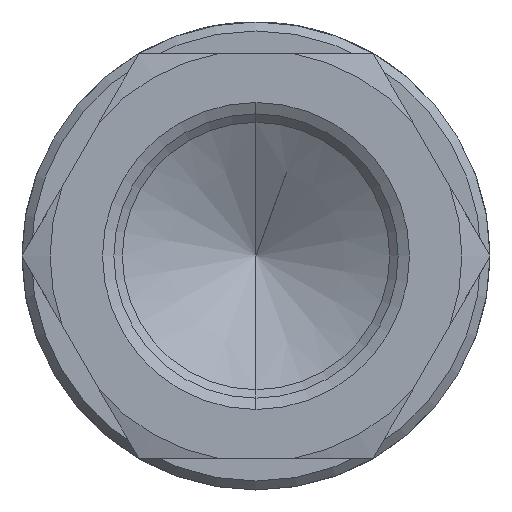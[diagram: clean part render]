
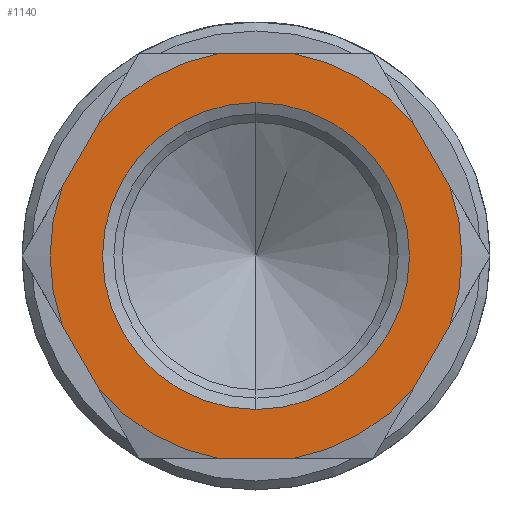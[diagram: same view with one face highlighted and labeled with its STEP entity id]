
A CAD part, left-side view. The second image highlights one B-rep face of the part: STEP entity #1140.
In plain terms, the highlighted planar face has unit normal (-1, 0, 0).
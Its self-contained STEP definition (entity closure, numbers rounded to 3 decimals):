
#33 = VERTEX_POINT ( 'NONE', #7710 ) ;
#35 = ORIENTED_EDGE ( 'NONE', *, *, #520, .T. ) ;
#37 = CARTESIAN_POINT ( 'NONE',  ( 0., 28.726, 34.37 ) ) ;
#38 = AXIS2_PLACEMENT_3D ( 'NONE', #1144, #6463, #1393 ) ;
#248 = CARTESIAN_POINT ( 'NONE',  ( 0., 67.79, 11.816 ) ) ;
#520 = EDGE_CURVE ( 'NONE', #3211, #2325, #2616, .T. ) ;
#544 = CARTESIAN_POINT ( 'NONE',  ( 0., 34.925, 0. ) ) ;
#545 = VECTOR ( 'NONE', #6095, 1000. ) ;
#708 = DIRECTION ( 'NONE',  ( 0., 0., 1. ) ) ;
#786 = VERTEX_POINT ( 'NONE', #1035 ) ;
#849 = CIRCLE ( 'NONE', #5037, 34.925 ) ;
#1035 = CARTESIAN_POINT ( 'NONE',  ( 0., 2.06, -11.816 ) ) ;
#1055 = ORIENTED_EDGE ( 'NONE', *, *, #7048, .T. ) ;
#1140 = ADVANCED_FACE ( 'NONE', ( #3197, #8309 ), #9076, .T. ) ;
#1144 = CARTESIAN_POINT ( 'NONE',  ( 0., 34.925, 0. ) ) ;
#1182 = ORIENTED_EDGE ( 'NONE', *, *, #2136, .T. ) ;
#1205 = EDGE_CURVE ( 'NONE', #8003, #3140, #2605, .T. ) ;
#1264 = CARTESIAN_POINT ( 'NONE',  ( 0., 41.124, 34.37 ) ) ;
#1393 = DIRECTION ( 'NONE',  ( 0., 0., 1. ) ) ;
#1412 = VERTEX_POINT ( 'NONE', #6916 ) ;
#1445 = CARTESIAN_POINT ( 'NONE',  ( 0., 34.925, 0. ) ) ;
#1526 = AXIS2_PLACEMENT_3D ( 'NONE', #544, #6692, #6757 ) ;
#1547 = DIRECTION ( 'NONE',  ( -1., 0., 0. ) ) ;
#1572 = LINE ( 'NONE', #8948, #9567 ) ;
#1738 = CARTESIAN_POINT ( 'NONE',  ( 0., 41.124, -34.37 ) ) ;
#1739 = AXIS2_PLACEMENT_3D ( 'NONE', #6851, #1547, #708 ) ;
#2037 = CARTESIAN_POINT ( 'NONE',  ( 0., 34.925, 0. ) ) ;
#2077 = VECTOR ( 'NONE', #8944, 1000. ) ;
#2136 = EDGE_CURVE ( 'NONE', #1412, #8003, #6494, .T. ) ;
#2174 = DIRECTION ( 'NONE',  ( 0., 0., 1. ) ) ;
#2293 = AXIS2_PLACEMENT_3D ( 'NONE', #8327, #6832, #3064 ) ;
#2325 = VERTEX_POINT ( 'NONE', #248 ) ;
#2468 = CARTESIAN_POINT ( 'NONE',  ( 0., 0., 34.37 ) ) ;
#2605 = LINE ( 'NONE', #3833, #545 ) ;
#2616 = LINE ( 'NONE', #5226, #7364 ) ;
#2741 = CARTESIAN_POINT ( 'NONE',  ( 0., -3.572, -2.062 ) ) ;
#2769 = EDGE_CURVE ( 'NONE', #9368, #2968, #7781, .T. ) ;
#2793 = ORIENTED_EDGE ( 'NONE', *, *, #1205, .T. ) ;
#2877 = DIRECTION ( 'NONE',  ( 0., 0., 1. ) ) ;
#2968 = VERTEX_POINT ( 'NONE', #37 ) ;
#3057 = ORIENTED_EDGE ( 'NONE', *, *, #4875, .T. ) ;
#3064 = DIRECTION ( 'NONE',  ( 0., 0., 1. ) ) ;
#3075 = EDGE_CURVE ( 'NONE', #33, #1412, #5506, .T. ) ;
#3140 = VERTEX_POINT ( 'NONE', #9456 ) ;
#3197 = FACE_BOUND ( 'NONE', #3894, .T. ) ;
#3211 = VERTEX_POINT ( 'NONE', #8316 ) ;
#3247 = CIRCLE ( 'NONE', #1739, 26.035 ) ;
#3344 = DIRECTION ( 'NONE',  ( 0., -0.5, -0.866 ) ) ;
#3704 = VERTEX_POINT ( 'NONE', #8761 ) ;
#3780 = VERTEX_POINT ( 'NONE', #7164 ) ;
#3833 = CARTESIAN_POINT ( 'NONE',  ( 0., 0., -34.37 ) ) ;
#3894 = EDGE_LOOP ( 'NONE', ( #9103, #6587 ) ) ;
#3923 = CIRCLE ( 'NONE', #4274, 26.035 ) ;
#3935 = CARTESIAN_POINT ( 'NONE',  ( 0., 8.259, -22.554 ) ) ;
#3969 = EDGE_CURVE ( 'NONE', #8581, #3211, #7799, .T. ) ;
#4274 = AXIS2_PLACEMENT_3D ( 'NONE', #1445, #5399, #5993 ) ;
#4318 = CARTESIAN_POINT ( 'NONE',  ( 0., 8.259, 22.554 ) ) ;
#4340 = EDGE_CURVE ( 'NONE', #9760, #786, #4920, .T. ) ;
#4541 = ORIENTED_EDGE ( 'NONE', *, *, #3969, .T. ) ;
#4640 = CARTESIAN_POINT ( 'NONE',  ( 0., 34.925, 0. ) ) ;
#4644 = VECTOR ( 'NONE', #5475, 1000. ) ;
#4807 = EDGE_CURVE ( 'NONE', #2325, #33, #6429, .T. ) ;
#4875 = EDGE_CURVE ( 'NONE', #786, #3780, #6546, .T. ) ;
#4920 = LINE ( 'NONE', #2741, #2077 ) ;
#5037 = AXIS2_PLACEMENT_3D ( 'NONE', #4640, #7655, #6964 ) ;
#5226 = CARTESIAN_POINT ( 'NONE',  ( 0., 55.959, 32.308 ) ) ;
#5335 = CARTESIAN_POINT ( 'NONE',  ( 0., 34.925, 26.035 ) ) ;
#5399 = DIRECTION ( 'NONE',  ( -1., 0., 0. ) ) ;
#5433 = EDGE_CURVE ( 'NONE', #8916, #3704, #3247, .T. ) ;
#5450 = ORIENTED_EDGE ( 'NONE', *, *, #7034, .T. ) ;
#5475 = DIRECTION ( 'NONE',  ( 0., 1., 0. ) ) ;
#5506 = LINE ( 'NONE', #9611, #9109 ) ;
#5665 = DIRECTION ( 'NONE',  ( 0., 0., 1. ) ) ;
#5993 = DIRECTION ( 'NONE',  ( 0., 0., 1. ) ) ;
#6095 = DIRECTION ( 'NONE',  ( 0., -1., 0. ) ) ;
#6284 = EDGE_CURVE ( 'NONE', #3780, #9368, #1572, .T. ) ;
#6429 = CIRCLE ( 'NONE', #8330, 34.925 ) ;
#6463 = DIRECTION ( 'NONE',  ( -1., 0., 0. ) ) ;
#6494 = CIRCLE ( 'NONE', #1526, 34.925 ) ;
#6546 = CIRCLE ( 'NONE', #7996, 34.925 ) ;
#6587 = ORIENTED_EDGE ( 'NONE', *, *, #7451, .F. ) ;
#6692 = DIRECTION ( 'NONE',  ( -1., 0., 0. ) ) ;
#6757 = DIRECTION ( 'NONE',  ( 0., 0., 1. ) ) ;
#6832 = DIRECTION ( 'NONE',  ( -1., 0., 0. ) ) ;
#6851 = CARTESIAN_POINT ( 'NONE',  ( 0., 34.925, 0. ) ) ;
#6916 = CARTESIAN_POINT ( 'NONE',  ( 0., 61.591, -22.554 ) ) ;
#6964 = DIRECTION ( 'NONE',  ( 0., 0., 1. ) ) ;
#7034 = EDGE_CURVE ( 'NONE', #3140, #9760, #849, .T. ) ;
#7048 = EDGE_CURVE ( 'NONE', #2968, #8581, #8732, .T. ) ;
#7108 = ORIENTED_EDGE ( 'NONE', *, *, #3075, .T. ) ;
#7164 = CARTESIAN_POINT ( 'NONE',  ( 0., 2.06, 11.816 ) ) ;
#7364 = VECTOR ( 'NONE', #7626, 1000. ) ;
#7451 = EDGE_CURVE ( 'NONE', #3704, #8916, #3923, .T. ) ;
#7465 = CARTESIAN_POINT ( 'NONE',  ( 0., 34.925, 0. ) ) ;
#7626 = DIRECTION ( 'NONE',  ( 0., 0.5, -0.866 ) ) ;
#7655 = DIRECTION ( 'NONE',  ( -1., 0., 0. ) ) ;
#7670 = ORIENTED_EDGE ( 'NONE', *, *, #2769, .T. ) ;
#7710 = CARTESIAN_POINT ( 'NONE',  ( 0., 67.79, -11.816 ) ) ;
#7781 = CIRCLE ( 'NONE', #8031, 34.925 ) ;
#7799 = CIRCLE ( 'NONE', #38, 34.925 ) ;
#7938 = CARTESIAN_POINT ( 'NONE',  ( 0., 34.925, 0. ) ) ;
#7996 = AXIS2_PLACEMENT_3D ( 'NONE', #2037, #8915, #2877 ) ;
#8003 = VERTEX_POINT ( 'NONE', #1738 ) ;
#8031 = AXIS2_PLACEMENT_3D ( 'NONE', #7465, #9778, #2174 ) ;
#8081 = ORIENTED_EDGE ( 'NONE', *, *, #6284, .T. ) ;
#8309 = FACE_OUTER_BOUND ( 'NONE', #9822, .T. ) ;
#8316 = CARTESIAN_POINT ( 'NONE',  ( 0., 61.591, 22.554 ) ) ;
#8327 = CARTESIAN_POINT ( 'NONE',  ( 0., 0., 0. ) ) ;
#8330 = AXIS2_PLACEMENT_3D ( 'NONE', #7938, #8728, #5665 ) ;
#8581 = VERTEX_POINT ( 'NONE', #1264 ) ;
#8728 = DIRECTION ( 'NONE',  ( -1., 0., 0. ) ) ;
#8732 = LINE ( 'NONE', #2468, #4644 ) ;
#8761 = CARTESIAN_POINT ( 'NONE',  ( 0., 34.925, -26.035 ) ) ;
#8763 = ORIENTED_EDGE ( 'NONE', *, *, #4340, .T. ) ;
#8915 = DIRECTION ( 'NONE',  ( -1., 0., 0. ) ) ;
#8916 = VERTEX_POINT ( 'NONE', #5335 ) ;
#8944 = DIRECTION ( 'NONE',  ( 0., -0.5, 0.866 ) ) ;
#8948 = CARTESIAN_POINT ( 'NONE',  ( 0., -3.572, 2.062 ) ) ;
#9076 = PLANE ( 'NONE',  #2293 ) ;
#9103 = ORIENTED_EDGE ( 'NONE', *, *, #5433, .F. ) ;
#9109 = VECTOR ( 'NONE', #3344, 1000. ) ;
#9164 = ORIENTED_EDGE ( 'NONE', *, *, #4807, .T. ) ;
#9368 = VERTEX_POINT ( 'NONE', #4318 ) ;
#9456 = CARTESIAN_POINT ( 'NONE',  ( 0., 28.726, -34.37 ) ) ;
#9567 = VECTOR ( 'NONE', #9704, 1000. ) ;
#9611 = CARTESIAN_POINT ( 'NONE',  ( 0., 55.959, -32.308 ) ) ;
#9704 = DIRECTION ( 'NONE',  ( 0., 0.5, 0.866 ) ) ;
#9760 = VERTEX_POINT ( 'NONE', #3935 ) ;
#9778 = DIRECTION ( 'NONE',  ( -1., 0., 0. ) ) ;
#9822 = EDGE_LOOP ( 'NONE', ( #4541, #35, #9164, #7108, #1182, #2793, #5450, #8763, #3057, #8081, #7670, #1055 ) ) ;
